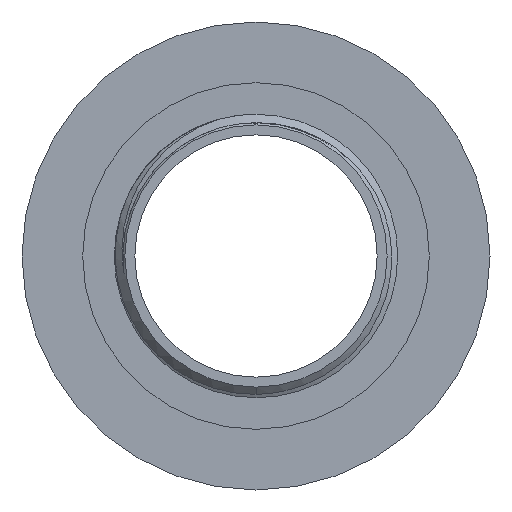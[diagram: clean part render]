
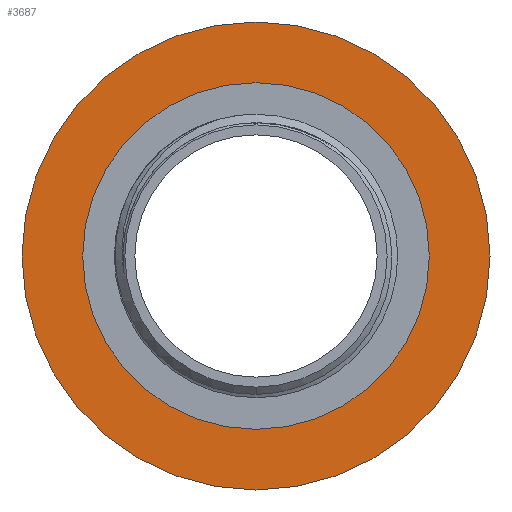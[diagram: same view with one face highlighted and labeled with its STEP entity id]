
A CAD part, left-side view. The second image highlights one B-rep face of the part: STEP entity #3687.
In plain terms, the highlighted planar face has unit normal (-1, 0, 0).
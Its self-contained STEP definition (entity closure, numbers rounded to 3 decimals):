
#14 = AXIS2_PLACEMENT_3D ( 'NONE', #2421, #676, #3420 ) ;
#161 = EDGE_LOOP ( 'NONE', ( #1130, #3714 ) ) ;
#166 = DIRECTION ( 'NONE',  ( 0., 0., 1. ) ) ;
#322 = DIRECTION ( 'NONE',  ( 0., 0., -1. ) ) ;
#358 = CIRCLE ( 'NONE', #1462, 22.212 ) ;
#510 = VERTEX_POINT ( 'NONE', #3521 ) ;
#557 = EDGE_CURVE ( 'NONE', #1509, #3788, #358, .T. ) ;
#559 = FACE_OUTER_BOUND ( 'NONE', #2430, .T. ) ;
#598 = CARTESIAN_POINT ( 'NONE',  ( -3.397, 22.212, 0. ) ) ;
#676 = DIRECTION ( 'NONE',  ( -1., 0., 0. ) ) ;
#914 = CARTESIAN_POINT ( 'NONE',  ( -3.397, 0., -22.212 ) ) ;
#1085 = EDGE_CURVE ( 'NONE', #510, #2125, #2996, .T. ) ;
#1130 = ORIENTED_EDGE ( 'NONE', *, *, #2328, .F. ) ;
#1253 = ORIENTED_EDGE ( 'NONE', *, *, #557, .T. ) ;
#1268 = CARTESIAN_POINT ( 'NONE',  ( -3.397, 0., 0. ) ) ;
#1343 = CARTESIAN_POINT ( 'NONE',  ( -3.397, 0., 0. ) ) ;
#1429 = CIRCLE ( 'NONE', #14, 16.45 ) ;
#1434 = AXIS2_PLACEMENT_3D ( 'NONE', #598, #1458, #322 ) ;
#1458 = DIRECTION ( 'NONE',  ( 1., 0., 0. ) ) ;
#1460 = CARTESIAN_POINT ( 'NONE',  ( -3.397, 0., 0. ) ) ;
#1462 = AXIS2_PLACEMENT_3D ( 'NONE', #1460, #2994, #3777 ) ;
#1509 = VERTEX_POINT ( 'NONE', #914 ) ;
#1795 = AXIS2_PLACEMENT_3D ( 'NONE', #1268, #2501, #3363 ) ;
#1966 = ORIENTED_EDGE ( 'NONE', *, *, #3412, .T. ) ;
#2125 = VERTEX_POINT ( 'NONE', #2633 ) ;
#2192 = DIRECTION ( 'NONE',  ( -1., 0., 0. ) ) ;
#2328 = EDGE_CURVE ( 'NONE', #2125, #510, #1429, .T. ) ;
#2421 = CARTESIAN_POINT ( 'NONE',  ( -3.397, 0., 0. ) ) ;
#2430 = EDGE_LOOP ( 'NONE', ( #1966, #1253 ) ) ;
#2501 = DIRECTION ( 'NONE',  ( -1., 0., 0. ) ) ;
#2633 = CARTESIAN_POINT ( 'NONE',  ( -3.397, 0., 16.45 ) ) ;
#2961 = CIRCLE ( 'NONE', #1795, 22.212 ) ;
#2994 = DIRECTION ( 'NONE',  ( -1., 0., 0. ) ) ;
#2996 = CIRCLE ( 'NONE', #3494, 16.45 ) ;
#3208 = PLANE ( 'NONE',  #1434 ) ;
#3363 = DIRECTION ( 'NONE',  ( 0., 0., 1. ) ) ;
#3412 = EDGE_CURVE ( 'NONE', #3788, #1509, #2961, .T. ) ;
#3420 = DIRECTION ( 'NONE',  ( 0., 0., 1. ) ) ;
#3494 = AXIS2_PLACEMENT_3D ( 'NONE', #1343, #2192, #166 ) ;
#3498 = FACE_BOUND ( 'NONE', #161, .T. ) ;
#3521 = CARTESIAN_POINT ( 'NONE',  ( -3.397, 0., -16.45 ) ) ;
#3687 = ADVANCED_FACE ( 'NONE', ( #3498, #559 ), #3208, .F. ) ;
#3714 = ORIENTED_EDGE ( 'NONE', *, *, #1085, .F. ) ;
#3777 = DIRECTION ( 'NONE',  ( 0., 0., 1. ) ) ;
#3788 = VERTEX_POINT ( 'NONE', #3796 ) ;
#3796 = CARTESIAN_POINT ( 'NONE',  ( -3.397, 0., 22.212 ) ) ;
